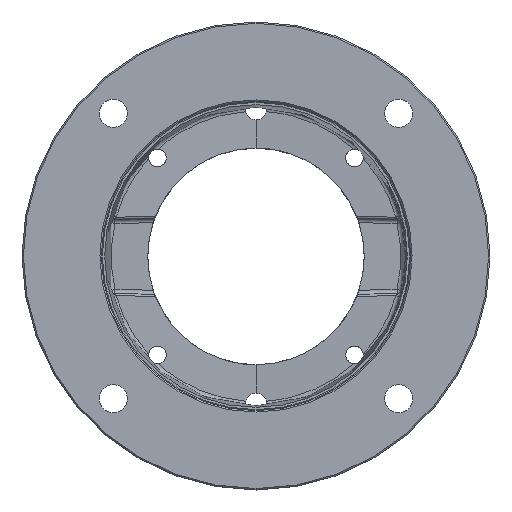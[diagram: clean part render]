
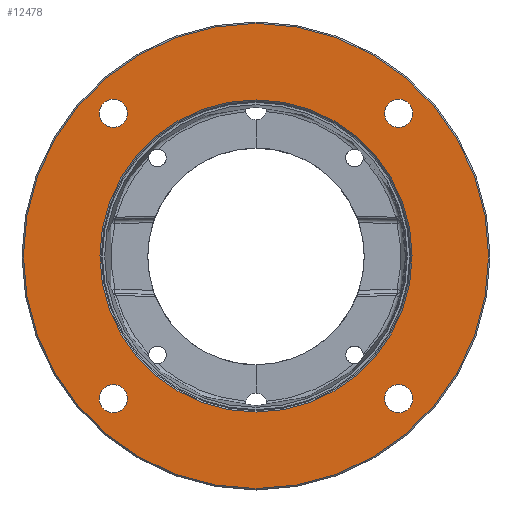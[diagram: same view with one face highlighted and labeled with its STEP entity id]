
A CAD part, top view. The second image highlights one B-rep face of the part: STEP entity #12478.
In plain terms, the highlighted planar face has unit normal (0, 0, 1).
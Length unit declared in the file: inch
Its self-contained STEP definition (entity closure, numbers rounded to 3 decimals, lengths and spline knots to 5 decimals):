
#12=CARTESIAN_POINT('',(0.,0.,-0.06));
#13=DIRECTION('',(0.,0.,1.));
#14=DIRECTION('',(0.,1.,0.));
#15=AXIS2_PLACEMENT_3D('',#12,#13,#14);
#21=CARTESIAN_POINT('',(0.,0.,-0.06));
#22=DIRECTION('',(0.,0.,-1.));
#23=DIRECTION('',(0.,1.,0.));
#24=AXIS2_PLACEMENT_3D('',#21,#22,#23);
#2093=CARTESIAN_POINT('',(-2.07713,2.07713,-0.06));
#2094=DIRECTION('',(0.,0.,-1.));
#2095=DIRECTION('',(-0.707,0.707,0.));
#2096=AXIS2_PLACEMENT_3D('',#2093,#2094,#2095);
#2098=CARTESIAN_POINT('',(-2.07713,2.07713,-0.06));
#2099=DIRECTION('',(0.,0.,-1.));
#2100=DIRECTION('',(0.707,-0.707,0.));
#2101=AXIS2_PLACEMENT_3D('',#2098,#2099,#2100);
#2103=CARTESIAN_POINT('',(-2.07713,-2.07713,-0.06));
#2104=DIRECTION('',(0.,0.,-1.));
#2105=DIRECTION('',(-0.707,-0.707,0.));
#2106=AXIS2_PLACEMENT_3D('',#2103,#2104,#2105);
#2108=CARTESIAN_POINT('',(-2.07713,-2.07713,-0.06));
#2109=DIRECTION('',(0.,0.,-1.));
#2110=DIRECTION('',(0.707,0.707,0.));
#2111=AXIS2_PLACEMENT_3D('',#2108,#2109,#2110);
#2113=CARTESIAN_POINT('',(2.07713,-2.07713,-0.06));
#2114=DIRECTION('',(0.,0.,-1.));
#2115=DIRECTION('',(0.707,-0.707,0.));
#2116=AXIS2_PLACEMENT_3D('',#2113,#2114,#2115);
#2118=CARTESIAN_POINT('',(2.07713,-2.07713,-0.06));
#2119=DIRECTION('',(0.,0.,-1.));
#2120=DIRECTION('',(-0.707,0.707,0.));
#2121=AXIS2_PLACEMENT_3D('',#2118,#2119,#2120);
#2123=CARTESIAN_POINT('',(2.07713,2.07713,-0.06));
#2124=DIRECTION('',(0.,0.,-1.));
#2125=DIRECTION('',(0.707,0.707,0.));
#2126=AXIS2_PLACEMENT_3D('',#2123,#2124,#2125);
#2128=CARTESIAN_POINT('',(2.07713,2.07713,-0.06));
#2129=DIRECTION('',(0.,0.,-1.));
#2130=DIRECTION('',(-0.707,-0.707,0.));
#2131=AXIS2_PLACEMENT_3D('',#2128,#2129,#2130);
#2133=CARTESIAN_POINT('',(0.,0.,-0.06));
#2134=DIRECTION('',(0.,0.,1.));
#2135=DIRECTION('',(0.,1.,0.));
#2136=AXIS2_PLACEMENT_3D('',#2133,#2134,#2135);
#2138=CARTESIAN_POINT('',(0.,0.,-0.06));
#2139=DIRECTION('',(0.,0.,1.));
#2140=DIRECTION('',(0.,-1.,0.));
#2141=AXIS2_PLACEMENT_3D('',#2138,#2139,#2140);
#8544=CARTESIAN_POINT('',(0.,3.385,-0.06));
#8545=CARTESIAN_POINT('',(0.,-3.385,-0.06));
#8546=VERTEX_POINT('',#8544);
#8547=VERTEX_POINT('',#8545);
#8572=CARTESIAN_POINT('',(-2.22208,2.22208,-0.06));
#8573=CARTESIAN_POINT('',(-1.93217,1.93217,-0.06));
#8574=VERTEX_POINT('',#8572);
#8575=VERTEX_POINT('',#8573);
#8592=CARTESIAN_POINT('',(-2.22208,-2.22208,-0.06));
#8593=CARTESIAN_POINT('',(-1.93217,-1.93217,-0.06));
#8594=VERTEX_POINT('',#8592);
#8595=VERTEX_POINT('',#8593);
#8600=CARTESIAN_POINT('',(2.22208,-2.22208,-0.06));
#8601=CARTESIAN_POINT('',(1.93217,-1.93217,-0.06));
#8602=VERTEX_POINT('',#8600);
#8603=VERTEX_POINT('',#8601);
#8608=CARTESIAN_POINT('',(2.22208,2.22208,-0.06));
#8609=CARTESIAN_POINT('',(1.93217,1.93217,-0.06));
#8610=VERTEX_POINT('',#8608);
#8611=VERTEX_POINT('',#8609);
#8632=CARTESIAN_POINT('',(0.,2.271,-0.06));
#8633=CARTESIAN_POINT('',(0.,-2.271,-0.06));
#8634=VERTEX_POINT('',#8632);
#8635=VERTEX_POINT('',#8633);
#12440=CARTESIAN_POINT('',(0.,0.,-0.06));
#12441=DIRECTION('',(0.,0.,1.));
#12442=DIRECTION('',(0.,1.,0.));
#12443=AXIS2_PLACEMENT_3D('',#12440,#12441,#12442);
#12444=PLANE('',#12443);
#12445=ORIENTED_EDGE('',*,*,#8802,.T.);
#12446=ORIENTED_EDGE('',*,*,#8787,.F.);
#12447=EDGE_LOOP('',(#12445,#12446));
#12448=FACE_OUTER_BOUND('',#12447,.F.);
#12450=ORIENTED_EDGE('',*,*,#12449,.F.);
#12452=ORIENTED_EDGE('',*,*,#12451,.F.);
#12453=EDGE_LOOP('',(#12450,#12452));
#12454=FACE_BOUND('',#12453,.F.);
#12456=ORIENTED_EDGE('',*,*,#12455,.F.);
#12458=ORIENTED_EDGE('',*,*,#12457,.F.);
#12459=EDGE_LOOP('',(#12456,#12458));
#12460=FACE_BOUND('',#12459,.F.);
#12462=ORIENTED_EDGE('',*,*,#12461,.F.);
#12464=ORIENTED_EDGE('',*,*,#12463,.F.);
#12465=EDGE_LOOP('',(#12462,#12464));
#12466=FACE_BOUND('',#12465,.F.);
#12468=ORIENTED_EDGE('',*,*,#12467,.F.);
#12470=ORIENTED_EDGE('',*,*,#12469,.F.);
#12471=EDGE_LOOP('',(#12468,#12470));
#12472=FACE_BOUND('',#12471,.F.);
#12474=ORIENTED_EDGE('',*,*,#12473,.T.);
#12475=ORIENTED_EDGE('',*,*,#12430,.T.);
#12476=EDGE_LOOP('',(#12474,#12475));
#12477=FACE_BOUND('',#12476,.F.);
#12478=ADVANCED_FACE('',(#12448,#12454,#12460,#12466,#12472,#12477),#12444,.T.);
#16=CIRCLE('',#15,3.385);
#25=CIRCLE('',#24,3.385);
#2097=CIRCLE('',#2096,0.205);
#2102=CIRCLE('',#2101,0.205);
#2107=CIRCLE('',#2106,0.205);
#2112=CIRCLE('',#2111,0.205);
#2117=CIRCLE('',#2116,0.205);
#2122=CIRCLE('',#2121,0.205);
#2127=CIRCLE('',#2126,0.205);
#2132=CIRCLE('',#2131,0.205);
#2137=CIRCLE('',#2136,2.271);
#2142=CIRCLE('',#2141,2.271);
#8787=EDGE_CURVE('',#8546,#8547,#16,.T.);
#8802=EDGE_CURVE('',#8546,#8547,#25,.T.);
#12430=EDGE_CURVE('',#8635,#8634,#2142,.T.);
#12449=EDGE_CURVE('',#8574,#8575,#2097,.T.);
#12451=EDGE_CURVE('',#8575,#8574,#2102,.T.);
#12455=EDGE_CURVE('',#8594,#8595,#2107,.T.);
#12457=EDGE_CURVE('',#8595,#8594,#2112,.T.);
#12461=EDGE_CURVE('',#8602,#8603,#2117,.T.);
#12463=EDGE_CURVE('',#8603,#8602,#2122,.T.);
#12467=EDGE_CURVE('',#8610,#8611,#2127,.T.);
#12469=EDGE_CURVE('',#8611,#8610,#2132,.T.);
#12473=EDGE_CURVE('',#8634,#8635,#2137,.T.);
